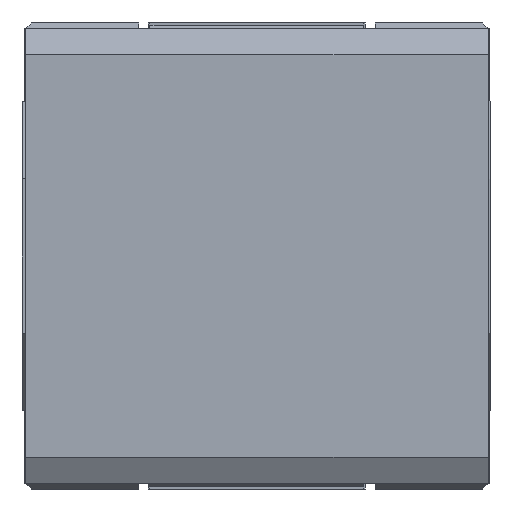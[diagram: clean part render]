
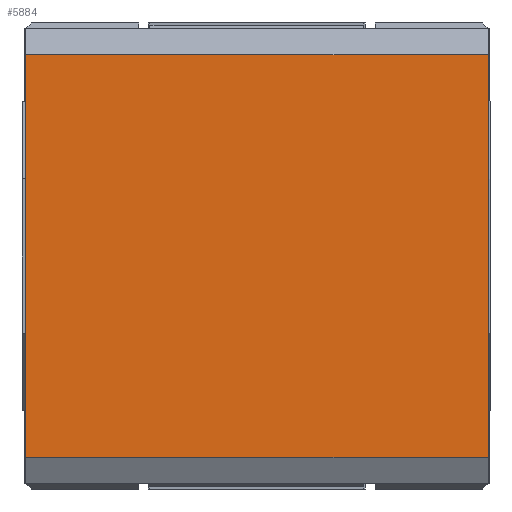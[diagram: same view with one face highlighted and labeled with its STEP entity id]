
A CAD part, front view. The second image highlights one B-rep face of the part: STEP entity #5884.
In plain terms, the highlighted planar face has unit normal (0, -1, 0).
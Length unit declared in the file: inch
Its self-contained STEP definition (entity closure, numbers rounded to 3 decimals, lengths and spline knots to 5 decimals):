
#440 = EDGE_CURVE ( 'NONE', #11453, #8032, #24461, .T. ) ;
#801 = VECTOR ( 'NONE', #6323, 39.37008 ) ;
#1659 = FACE_OUTER_BOUND ( 'NONE', #19711, .T. ) ;
#2545 = CARTESIAN_POINT ( 'NONE',  ( -1.19094, -1.27953, -1.03685 ) ) ;
#5129 = DIRECTION ( 'NONE',  ( 0., 0., 1. ) ) ;
#5884 = ADVANCED_FACE ( 'NONE', ( #1659 ), #25260, .F. ) ;
#6224 = CARTESIAN_POINT ( 'NONE',  ( 1.19094, -1.27953, -1.03685 ) ) ;
#6323 = DIRECTION ( 'NONE',  ( 1., 0., 0. ) ) ;
#7784 = VECTOR ( 'NONE', #18245, 39.37008 ) ;
#8032 = VERTEX_POINT ( 'NONE', #6224 ) ;
#8386 = CARTESIAN_POINT ( 'NONE',  ( 1.19094, -1.27953, 1.03685 ) ) ;
#8428 = LINE ( 'NONE', #29347, #7784 ) ;
#9678 = LINE ( 'NONE', #15298, #18398 ) ;
#11453 = VERTEX_POINT ( 'NONE', #8386 ) ;
#12413 = ORIENTED_EDGE ( 'NONE', *, *, #17474, .F. ) ;
#15298 = CARTESIAN_POINT ( 'NONE',  ( 1.19094, -1.27953, -1.03685 ) ) ;
#17318 = VECTOR ( 'NONE', #26978, 39.37008 ) ;
#17474 = EDGE_CURVE ( 'NONE', #26140, #11453, #27030, .T. ) ;
#18245 = DIRECTION ( 'NONE',  ( 0., 0., -1. ) ) ;
#18398 = VECTOR ( 'NONE', #30387, 39.37008 ) ;
#19261 = ORIENTED_EDGE ( 'NONE', *, *, #25290, .T. ) ;
#19642 = DIRECTION ( 'NONE',  ( 0., 1., 0. ) ) ;
#19711 = EDGE_LOOP ( 'NONE', ( #19261, #24035, #12413, #25990 ) ) ;
#24035 = ORIENTED_EDGE ( 'NONE', *, *, #440, .F. ) ;
#24461 = LINE ( 'NONE', #26787, #17318 ) ;
#24696 = AXIS2_PLACEMENT_3D ( 'NONE', #37251, #19642, #5129 ) ;
#25257 = CARTESIAN_POINT ( 'NONE',  ( -1.19094, -1.27953, 1.03685 ) ) ;
#25260 = PLANE ( 'NONE',  #24696 ) ;
#25290 = EDGE_CURVE ( 'NONE', #31073, #8032, #9678, .T. ) ;
#25990 = ORIENTED_EDGE ( 'NONE', *, *, #36922, .T. ) ;
#26140 = VERTEX_POINT ( 'NONE', #25257 ) ;
#26787 = CARTESIAN_POINT ( 'NONE',  ( 1.19094, -1.27953, 0. ) ) ;
#26978 = DIRECTION ( 'NONE',  ( 0., 0., -1. ) ) ;
#27030 = LINE ( 'NONE', #35739, #801 ) ;
#29347 = CARTESIAN_POINT ( 'NONE',  ( -1.19094, -1.27953, 0. ) ) ;
#30387 = DIRECTION ( 'NONE',  ( 1., 0., 0. ) ) ;
#31073 = VERTEX_POINT ( 'NONE', #2545 ) ;
#35739 = CARTESIAN_POINT ( 'NONE',  ( 1.19094, -1.27953, 1.03685 ) ) ;
#36922 = EDGE_CURVE ( 'NONE', #26140, #31073, #8428, .T. ) ;
#37251 = CARTESIAN_POINT ( 'NONE',  ( 1.19094, -1.27953, 1.03685 ) ) ;
